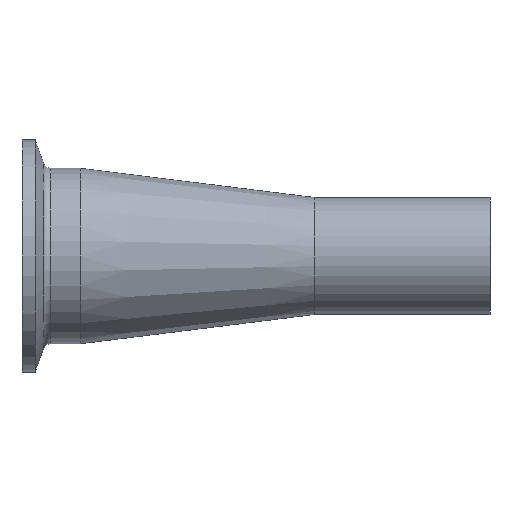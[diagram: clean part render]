
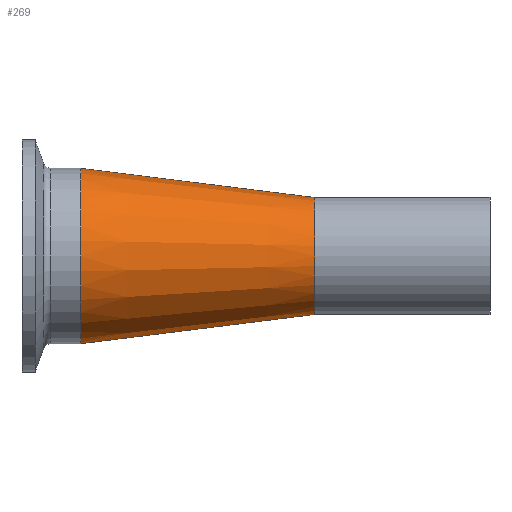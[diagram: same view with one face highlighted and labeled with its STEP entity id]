
A CAD part, left-side view. The second image highlights one B-rep face of the part: STEP entity #269.
In plain terms, the highlighted conical face has half-angle 7.125 degrees and reference radius 12.7 mm.
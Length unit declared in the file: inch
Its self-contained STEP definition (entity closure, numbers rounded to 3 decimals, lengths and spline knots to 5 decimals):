
#4 = DIRECTION ( 'NONE',  ( 0., 0.992, 0.124 ) ) ;
#18 = DIRECTION ( 'NONE',  ( 0., -1., 0. ) ) ;
#50 = AXIS2_PLACEMENT_3D ( 'NONE', #511, #18, #604 ) ;
#56 = AXIS2_PLACEMENT_3D ( 'NONE', #577, #398, #244 ) ;
#134 = CONICAL_SURFACE ( 'NONE', #56, 0.5, 0.124 ) ;
#180 = DIRECTION ( 'NONE',  ( 0., 0., 1. ) ) ;
#202 = ORIENTED_EDGE ( 'NONE', *, *, #566, .F. ) ;
#244 = DIRECTION ( 'NONE',  ( 0., 0., 1. ) ) ;
#259 = CARTESIAN_POINT ( 'NONE',  ( 0., 0., 0.5 ) ) ;
#269 = ADVANCED_FACE ( 'NONE', ( #347 ), #134, .T. ) ;
#272 = CARTESIAN_POINT ( 'NONE',  ( 0., 0., 0.5 ) ) ;
#313 = EDGE_LOOP ( 'NONE', ( #380, #400, #710, #202 ) ) ;
#337 = AXIS2_PLACEMENT_3D ( 'NONE', #601, #673, #180 ) ;
#347 = FACE_OUTER_BOUND ( 'NONE', #313, .T. ) ;
#376 = CARTESIAN_POINT ( 'NONE',  ( 0., 0., -0.5 ) ) ;
#379 = EDGE_CURVE ( 'NONE', #1044, #741, #456, .T. ) ;
#380 = ORIENTED_EDGE ( 'NONE', *, *, #837, .F. ) ;
#398 = DIRECTION ( 'NONE',  ( 0., 1., 0. ) ) ;
#400 = ORIENTED_EDGE ( 'NONE', *, *, #1055, .F. ) ;
#456 = LINE ( 'NONE', #259, #866 ) ;
#472 = VERTEX_POINT ( 'NONE', #496 ) ;
#496 = CARTESIAN_POINT ( 'NONE',  ( 0., 0., -0.5 ) ) ;
#511 = CARTESIAN_POINT ( 'NONE',  ( 0., 0., 0. ) ) ;
#528 = LINE ( 'NONE', #376, #677 ) ;
#566 = EDGE_CURVE ( 'NONE', #757, #741, #933, .T. ) ;
#577 = CARTESIAN_POINT ( 'NONE',  ( 0., 0., 0. ) ) ;
#601 = CARTESIAN_POINT ( 'NONE',  ( 0., 2., 0. ) ) ;
#604 = DIRECTION ( 'NONE',  ( 0., 0., -1. ) ) ;
#632 = CARTESIAN_POINT ( 'NONE',  ( 0., 2., 0.75 ) ) ;
#673 = DIRECTION ( 'NONE',  ( 0., 1., 0. ) ) ;
#677 = VECTOR ( 'NONE', #1052, 39.37008 ) ;
#710 = ORIENTED_EDGE ( 'NONE', *, *, #379, .T. ) ;
#741 = VERTEX_POINT ( 'NONE', #632 ) ;
#757 = VERTEX_POINT ( 'NONE', #883 ) ;
#837 = EDGE_CURVE ( 'NONE', #472, #757, #528, .T. ) ;
#866 = VECTOR ( 'NONE', #4, 39.37008 ) ;
#883 = CARTESIAN_POINT ( 'NONE',  ( 0., 2., -0.75 ) ) ;
#933 = CIRCLE ( 'NONE', #337, 0.75 ) ;
#1044 = VERTEX_POINT ( 'NONE', #272 ) ;
#1052 = DIRECTION ( 'NONE',  ( 0., 0.992, -0.124 ) ) ;
#1055 = EDGE_CURVE ( 'NONE', #1044, #472, #1067, .T. ) ;
#1067 = CIRCLE ( 'NONE', #50, 0.5 ) ;
